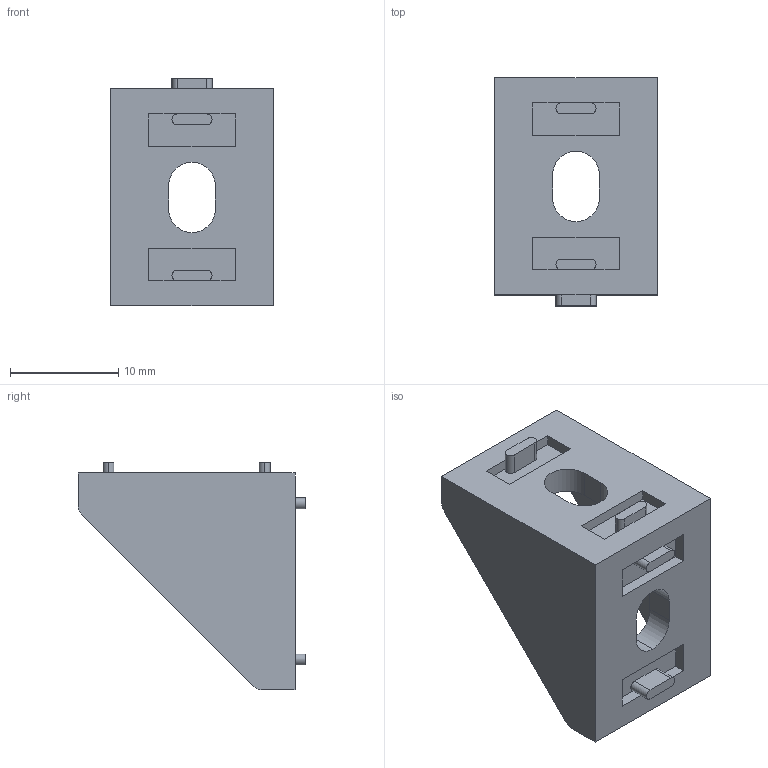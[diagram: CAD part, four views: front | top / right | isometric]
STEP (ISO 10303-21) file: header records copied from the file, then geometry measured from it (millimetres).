
FILE_DESCRIPTION (( 'STEP AP214' ), '1' );
FILE_NAME ('1082.STEP', '2023-08-22T05:56:05', ( '' ), ( '' ), 'SwSTEP 2.0', 'SolidWorks 2022', '' );
FILE_SCHEMA (( 'AUTOMOTIVE_DESIGN' ));
Length unit declared in the file: millimetre
Products named in the file (1): 1082
Bounding box: 15 x 21 x 21 mm (x, y, z)
Volume: 1728.5 mm3; surface area: 2166.9 mm2
Topology: 1 solids, 1 shells, 71 faces, 187 edges, 122 vertices
Faces by surface type: plane 52, cylinder 19
Entity records: 2481 total; most frequent: CARTESIAN_POINT 381, ORIENTED_EDGE 374, DIRECTION 369, EDGE_CURVE 187, VECTOR 149, LINE 149, VERTEX_POINT 122, AXIS2_PLACEMENT_3D 110
